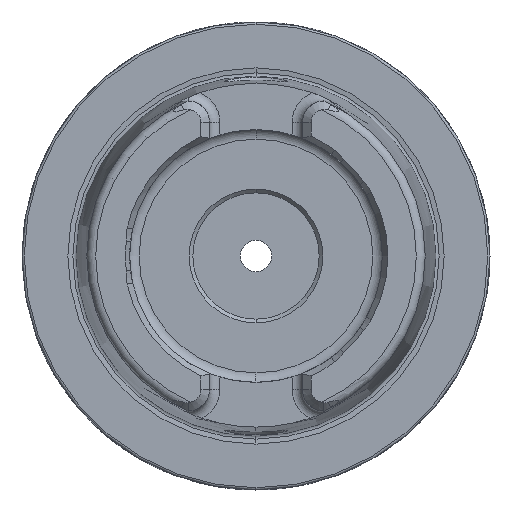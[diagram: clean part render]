
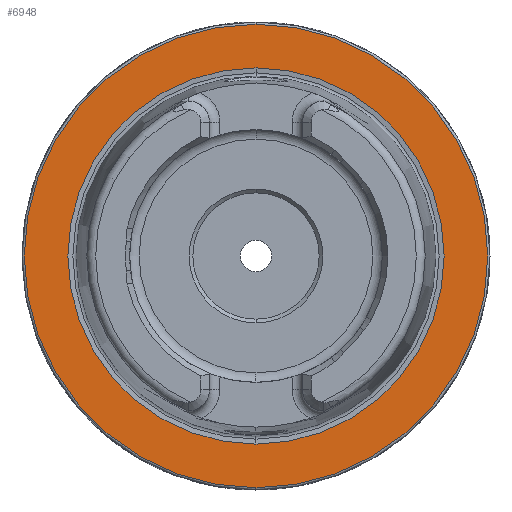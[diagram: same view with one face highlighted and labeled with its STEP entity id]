
A CAD part, left-side view. The second image highlights one B-rep face of the part: STEP entity #6948.
In plain terms, the highlighted planar face has unit normal (-1, 0, 0).
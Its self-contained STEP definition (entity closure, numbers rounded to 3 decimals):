
#742 = CARTESIAN_POINT ( 'NONE',  ( 0., 0., 0. ) ) ;
#743 = DIRECTION ( 'NONE',  ( -1., 0., 0. ) ) ;
#744 = DIRECTION ( 'NONE',  ( 0., 0., 1. ) ) ;
#745 = CARTESIAN_POINT ( 'NONE',  ( 0., 0., 0. ) ) ;
#746 = DIRECTION ( 'NONE',  ( -1., 0., 0. ) ) ;
#747 = DIRECTION ( 'NONE',  ( 0., 0., 1. ) ) ;
#1142 = CIRCLE ( 'NONE', #2752, 25.324 ) ;
#1149 = CIRCLE ( 'NONE', #2758, 31.2 ) ;
#1638 = EDGE_CURVE ( 'NONE', #9088, #9093, #1142, .T. ) ;
#1642 = EDGE_CURVE ( 'NONE', #9095, #9096, #1149, .T. ) ;
#1690 = FACE_OUTER_BOUND ( 'NONE', #7362, .T. ) ;
#1697 = FACE_BOUND ( 'NONE', #7369, .T. ) ;
#2752 = AXIS2_PLACEMENT_3D ( 'NONE', #5233, #5234, #5235 ) ;
#2758 = AXIS2_PLACEMENT_3D ( 'NONE', #5243, #5244, #5245 ) ;
#2942 = AXIS2_PLACEMENT_3D ( 'NONE', #742, #743, #744 ) ;
#2944 = AXIS2_PLACEMENT_3D ( 'NONE', #745, #746, #747 ) ;
#3444 = CARTESIAN_POINT ( 'NONE',  ( 0., 31.2, 0. ) ) ;
#3447 = PLANE ( 'NONE',  #3576 ) ;
#3449 = DIRECTION ( 'NONE',  ( 1., 0., 0. ) ) ;
#3450 = DIRECTION ( 'NONE',  ( 0., 0., -1. ) ) ;
#3576 = AXIS2_PLACEMENT_3D ( 'NONE', #3444, #3449, #3450 ) ;
#3923 = CIRCLE ( 'NONE', #2942, 31.2 ) ;
#3924 = CIRCLE ( 'NONE', #2944, 25.324 ) ;
#5072 = EDGE_CURVE ( 'NONE', #9096, #9095, #3923, .T. ) ;
#5073 = EDGE_CURVE ( 'NONE', #9093, #9088, #3924, .T. ) ;
#5233 = CARTESIAN_POINT ( 'NONE',  ( 0., 0., 0. ) ) ;
#5234 = DIRECTION ( 'NONE',  ( -1., 0., 0. ) ) ;
#5235 = DIRECTION ( 'NONE',  ( 0., 0., 1. ) ) ;
#5243 = CARTESIAN_POINT ( 'NONE',  ( 0., 0., 0. ) ) ;
#5244 = DIRECTION ( 'NONE',  ( -1., 0., 0. ) ) ;
#5245 = DIRECTION ( 'NONE',  ( 0., 0., 1. ) ) ;
#6948 = ADVANCED_FACE ( 'NONE', ( #1697, #1690 ), #3447, .F. ) ;
#7362 = EDGE_LOOP ( 'NONE', ( #10477, #10478 ) ) ;
#7369 = EDGE_LOOP ( 'NONE', ( #10475, #10476 ) ) ;
#7476 = CARTESIAN_POINT ( 'NONE',  ( 0., 0., -25.324 ) ) ;
#7481 = CARTESIAN_POINT ( 'NONE',  ( 0., 0., 25.324 ) ) ;
#7483 = CARTESIAN_POINT ( 'NONE',  ( 0., 0., 31.2 ) ) ;
#7484 = CARTESIAN_POINT ( 'NONE',  ( 0., 0., -31.2 ) ) ;
#9088 = VERTEX_POINT ( 'NONE', #7476 ) ;
#9093 = VERTEX_POINT ( 'NONE', #7481 ) ;
#9095 = VERTEX_POINT ( 'NONE', #7483 ) ;
#9096 = VERTEX_POINT ( 'NONE', #7484 ) ;
#10475 = ORIENTED_EDGE ( 'NONE', *, *, #5073, .F. ) ;
#10476 = ORIENTED_EDGE ( 'NONE', *, *, #1638, .F. ) ;
#10477 = ORIENTED_EDGE ( 'NONE', *, *, #1642, .T. ) ;
#10478 = ORIENTED_EDGE ( 'NONE', *, *, #5072, .T. ) ;
